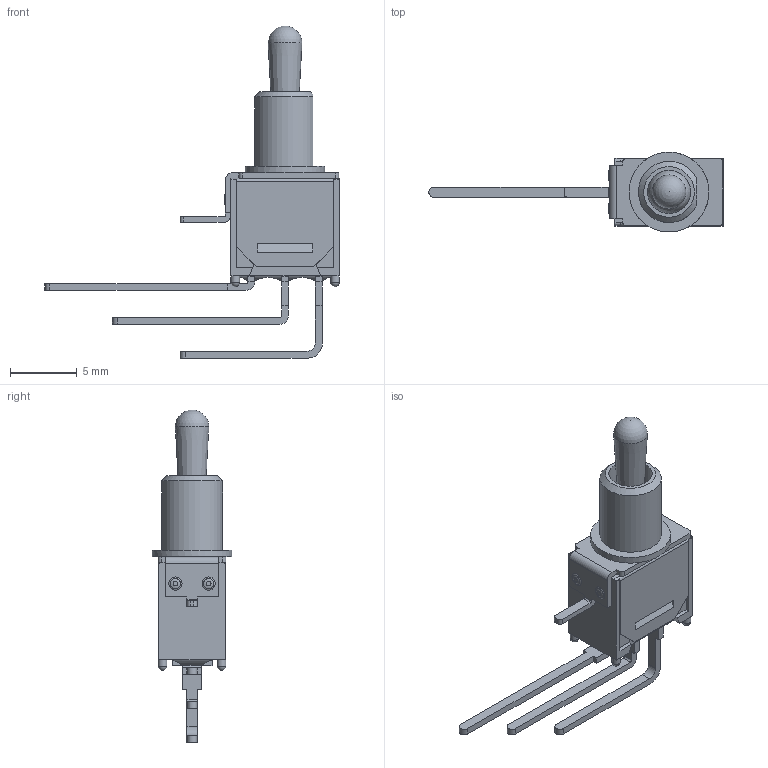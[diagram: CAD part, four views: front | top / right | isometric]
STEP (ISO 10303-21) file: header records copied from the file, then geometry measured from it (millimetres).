
FILE_DESCRIPTION((' '),'2;1');
FILE_NAME('200MSPxT2B1M7xE.stp','2017-08-03T14:13:40',(' '),(' '),' ','ACIS',' ');
FILE_SCHEMA(('CONFIG_CONTROL_DESIGN'));
Length unit declared in the file: inch
Products named in the file (1): 200MSPxT2B1M7xE.stp
Bounding box: 22.1 x 5.99 x 24.93 mm (x, y, z)
Volume: 310.9 mm3; surface area: 875.6 mm2
Topology: 1 solids, 2 shells, 184 faces, 489 edges, 312 vertices
Faces by surface type: plane 139, cylinder 33, sphere 6, cone 4, bspline 2
Full cylindrical faces by diameter (mm): 0.65 x4, 3.25 x1, 6 x1
Entity records: 5675 total; most frequent: CARTESIAN_POINT 1092, ORIENTED_EDGE 924, DIRECTION 906, EDGE_CURVE 462, VECTOR 366, LINE 366, VERTEX_POINT 303, AXIS2_PLACEMENT_3D 270
